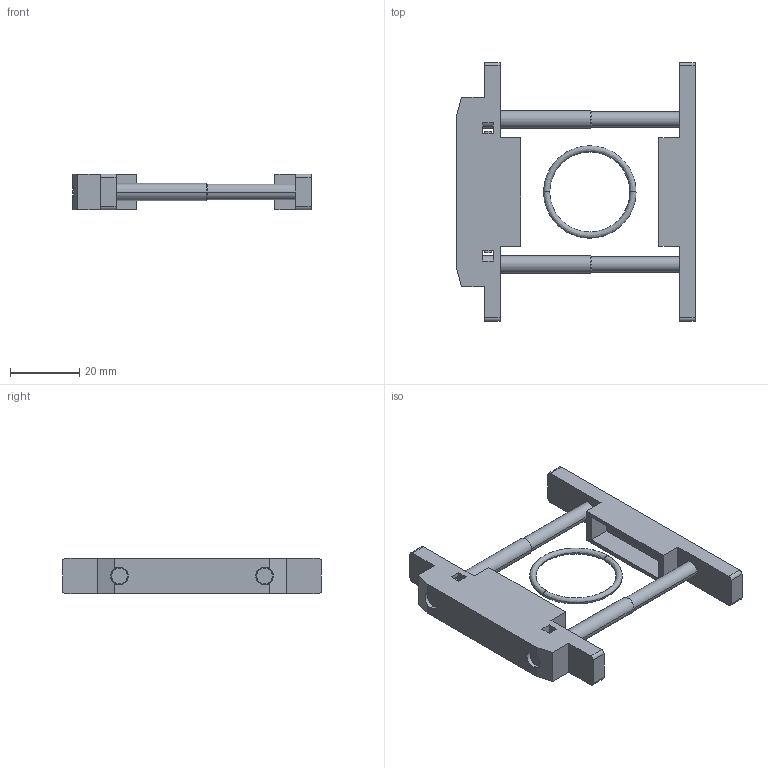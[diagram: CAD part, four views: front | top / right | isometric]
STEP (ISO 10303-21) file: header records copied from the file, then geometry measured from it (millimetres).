
FILE_DESCRIPTION (( 'STEP AP214' ), '1' );
FILE_NAME ('KN-KOP2.STEP', '2018-08-29T15:01:30', ( '' ), ( '' ), 'SwSTEP 2.0', 'SolidWorks 2018', '' );
FILE_SCHEMA (( 'AUTOMOTIVE_DESIGN' ));
Length unit declared in the file: millimetre
Products named in the file (1): KN-KOP2
Bounding box: 69 x 75 x 10.3 mm (x, y, z)
Volume: 13698.4 mm3; surface area: 11246.8 mm2
Topology: 5 solids, 5 shells, 182 faces, 444 edges, 274 vertices
Faces by surface type: plane 114, cylinder 48, cone 16, bspline 4
Entity records: 7402 total; most frequent: CARTESIAN_POINT 991, DIRECTION 902, ORIENTED_EDGE 888, EDGE_CURVE 444, LINE 324, VECTOR 324, AXIS2_PLACEMENT_3D 289, VERTEX_POINT 274
